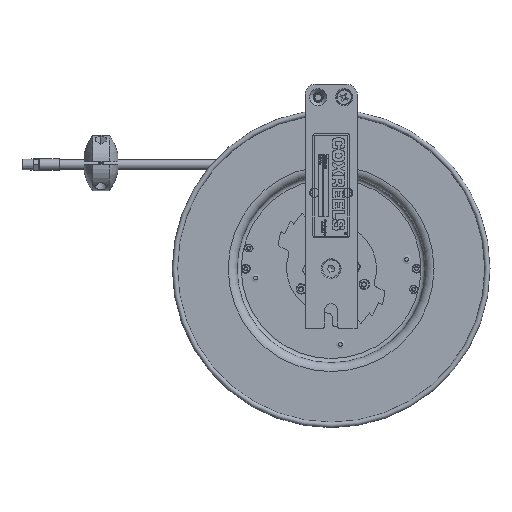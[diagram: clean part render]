
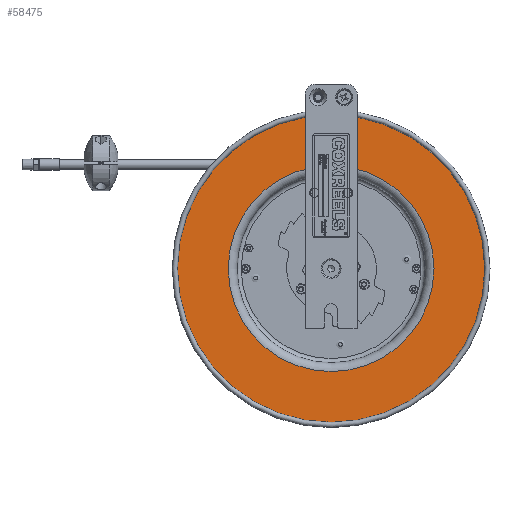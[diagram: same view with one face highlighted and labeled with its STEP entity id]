
A CAD part, top view. The second image highlights one B-rep face of the part: STEP entity #58475.
In plain terms, the highlighted planar face has unit normal (0, 0, 1).
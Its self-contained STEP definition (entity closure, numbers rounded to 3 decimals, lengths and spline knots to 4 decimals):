
#2552=FACE_BOUND('',#9870,.T.);
#4366=PLANE('',#62526);
#7271=FACE_OUTER_BOUND('',#9869,.T.);
#9869=EDGE_LOOP('',(#53111));
#9870=EDGE_LOOP('',(#53112,#53113));
#21892=CIRCLE('',#62523,4.9375);
#21893=CIRCLE('',#62524,4.9375);
#21895=CIRCLE('',#62527,7.5);
#29005=VERTEX_POINT('',#125724);
#29006=VERTEX_POINT('',#125725);
#29007=VERTEX_POINT('',#125730);
#38584=EDGE_CURVE('',#29005,#29006,#21892,.T.);
#38585=EDGE_CURVE('',#29006,#29005,#21893,.T.);
#38587=EDGE_CURVE('',#29007,#29007,#21895,.T.);
#53111=ORIENTED_EDGE('',*,*,#38587,.F.);
#53112=ORIENTED_EDGE('',*,*,#38584,.T.);
#53113=ORIENTED_EDGE('',*,*,#38585,.T.);
#58475=ADVANCED_FACE('',(#7271,#2552),#4366,.T.);
#62523=AXIS2_PLACEMENT_3D('',#125726,#74993,#74994);
#62524=AXIS2_PLACEMENT_3D('',#125727,#74995,#74996);
#62526=AXIS2_PLACEMENT_3D('',#125729,#74999,#75000);
#62527=AXIS2_PLACEMENT_3D('',#125731,#75001,#75002);
#74993=DIRECTION('center_axis',(0.,0.,
-1.));
#74994=DIRECTION('ref_axis',(-1.,0.,0.));
#74995=DIRECTION('center_axis',(0.,0.,
-1.));
#74996=DIRECTION('ref_axis',(-1.,0.,0.));
#74999=DIRECTION('center_axis',(0.,0.,
1.));
#75000=DIRECTION('ref_axis',(0.,1.,0.));
#75001=DIRECTION('center_axis',(0.,0.,
-1.));
#75002=DIRECTION('ref_axis',(-1.,0.,0.));
#125724=CARTESIAN_POINT('',(-4.9375,-3.0078,-0.665));
#125725=CARTESIAN_POINT('',(0.,1.9297,-0.665));
#125726=CARTESIAN_POINT('Origin',(0.,-3.0078,
-0.665));
#125727=CARTESIAN_POINT('Origin',(0.,-3.0078,
-0.665));
#125729=CARTESIAN_POINT('Origin',(-6.2188,-3.0078,-0.665));
#125730=CARTESIAN_POINT('',(-7.5,-3.0078,-0.665));
#125731=CARTESIAN_POINT('Origin',(0.,-3.0078,
-0.665));
